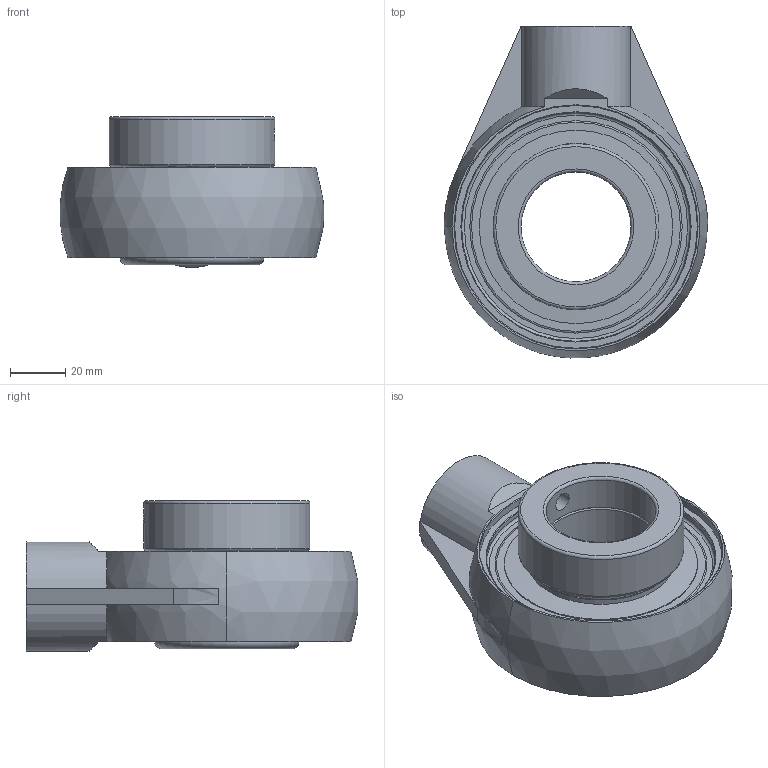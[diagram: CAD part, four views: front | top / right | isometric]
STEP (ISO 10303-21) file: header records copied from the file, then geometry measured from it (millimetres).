
FILE_DESCRIPTION(('HOOPS Exchange Step'),'2;1');
FILE_NAME('export-AABD3BF2-F6B8-478F-8402-742236BCBF34.stp','2020-05-20T08:05:07-07:00',('dkerr'),('Alibre'),'HOOPS Exchange 2020.0','Alibre','Unknown authorisation');
FILE_SCHEMA( ('AP242_MANAGED_MODEL_BASED_3D_ENGINEERING_MIM_LF {1 0 10303 442 1 1 4 }') );
Length unit declared in the file: inch
Products named in the file (8): MRN SHAM L4L 208; SNC 208 (Ball Bearing); SNC 208 (Shield); SNC 208 (Setscrew); SNC 208 L4L (40mm) (Race); SNC 208 (Collar); MRN SNC 208 L4L (40mm); MRN SNCSHAM 208 L4L (40mm)
Assembly tree (8 placements, depth 3):
  MRN SNCSHAM 208 L4L (40mm)
    MRN SHAM L4L 208
    MRN SNC 208 L4L (40mm)
      SNC 208 (Ball Bearing)
      SNC 208 (Shield)  x2
      SNC 208 (Setscrew)
      SNC 208 L4L (40mm) (Race)
      SNC 208 (Collar)
Bounding box: 95.81 x 120.62 x 54.86 mm (x, y, z)
Volume: 180139 mm3; surface area: 74939.9 mm2
Topology: 16 solids, 16 shells, 137 faces, 375 edges, 249 vertices
Faces by surface type: plane 46, cylinder 38, sphere 18, torus 17, cone 14, bspline 4
Full cylindrical faces by diameter (mm): 6.782 x3, 19.05 x1, 40 x2, 48.768 x2, 52.387 x4, 53.149 x2, 60.3 x1, 67.035 x2, 70.358 x2, 83.195 x1, 85.195 x1, 88.22 x1
Entity records: 6544 total; most frequent: CARTESIAN_POINT 2964, DIRECTION 790, ORIENTED_EDGE 658, AXIS2_PLACEMENT_3D 343, EDGE_CURVE 329, VERTEX_POINT 235, CIRCLE 191, EDGE_LOOP 148
